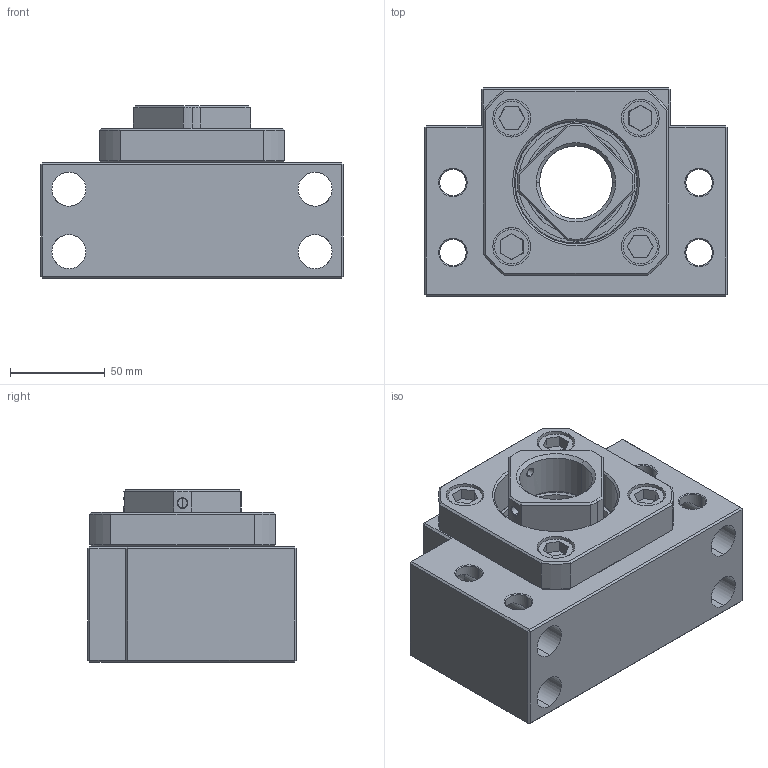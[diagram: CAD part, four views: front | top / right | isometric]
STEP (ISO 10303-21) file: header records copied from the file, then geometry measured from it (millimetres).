
FILE_DESCRIPTION (( 'STEP AP214' ), '1' );
FILE_NAME ('BKN40-Rollco.step', '2023-04-27T09:34:02', ( '' ), ( '' ), 'SwSTEP 2.0', 'SolidWorks 2010', '' );
FILE_SCHEMA (( 'AUTOMOTIVE_DESIGN' ));
Length unit declared in the file: millimetre
Products named in the file (9): BK40; 7208_3; 7208_2; BKN40_8; BKN40_6; BKN40_5; BKN40_7; BKN40_9; BKN40-Rollco
Assembly tree (15 placements, depth 2):
  BKN40-Rollco
    BK40
    BKN40_7
    BKN40_9  x4
    BKN40_5  x2
    7208_2  x2
    BKN40_6
    BKN40_8  x2
    7208_3  x2
Bounding box: 160 x 110 x 91 mm (x, y, z)
Volume: 843503 mm3; surface area: 207101 mm2
Topology: 15 solids, 15 shells, 469 faces, 1073 edges, 633 vertices
Faces by surface type: cylinder 157, plane 144, bspline 92, cone 76
Entity records: 12896 total; most frequent: CARTESIAN_POINT 4779, ORIENTED_EDGE 1618, DIRECTION 1614, EDGE_CURVE 809, AXIS2_PLACEMENT_3D 640, VERTEX_POINT 479, EDGE_LOOP 402, ADVANCED_FACE 345
